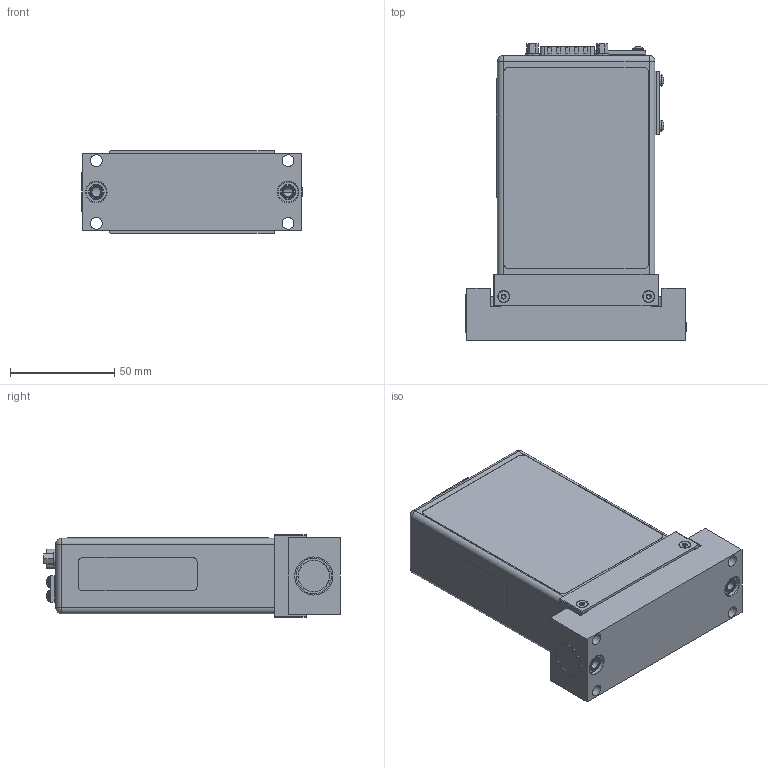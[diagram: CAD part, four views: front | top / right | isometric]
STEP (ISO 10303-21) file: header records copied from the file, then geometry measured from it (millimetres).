
FILE_DESCRIPTION((''),'2;1');
FILE_NAME('IM50A_C-SEAL_4-20_ASM_ASM','2015-10-14T',('cockrofm'),(''),'PRO/ENGINEER BY PARAMETRIC TECHNOLOGY CORPORATION, 2011490','PRO/ENGINEER BY PARAMETRIC TECHNOLOGY CORPORATION, 2011490','');
FILE_SCHEMA(('CONFIG_CONTROL_DESIGN'));
Length unit declared in the file: inch
Products named in the file (26): PRT0002; PRT0003; MANIFOLD_SOLID_BREP_3093; MANIFOLD_SOLID_BREP_3227; 1051195-001_2_ASM; PRT0004; PRT0005; PRT0006; 1031369_DISC_2; PRT0007; PRT0009; 1051360_DUMMY_W-PIN_ASM_1_ASM; PRT0010; 1051501_ENCLOSURE_1; 1051502_WELDMENT_ASM_1_ASM; 1048649_15-PIN_CONN_1; PRT0011; PRT0012; PRT0013; 1050282_LABEL_TOP_4-20_1; 1051625_LABEL_ZERO_BUTTON_1; IE50A_C-SEAL_4-20_ASM_5_ASM; 1052598_FOR_STPS; 136492_PIN; 1052598_FOR_STPS_ASM; IM50A_C-SEAL_4-20_ASM_ASM
Assembly tree (32 placements, depth 4):
  IM50A_C-SEAL_4-20_ASM_ASM
    IE50A_C-SEAL_4-20_ASM_5_ASM
      PRT0002
      PRT0003
      1051195-001_2_ASM  x4
        MANIFOLD_SOLID_BREP_3093
        MANIFOLD_SOLID_BREP_3227
      PRT0004
      PRT0005
      PRT0006
      1031369_DISC_2
      PRT0007  x4
      1051360_DUMMY_W-PIN_ASM_1_ASM
        PRT0009
      1051502_WELDMENT_ASM_1_ASM
        PRT0010
        1051501_ENCLOSURE_1
      1048649_15-PIN_CONN_1
      PRT0011  x2
      PRT0012
      PRT0013
      1050282_LABEL_TOP_4-20_1
      1051625_LABEL_ZERO_BUTTON_1
    1052598_FOR_STPS_ASM
      1052598_FOR_STPS
      136492_PIN
Bounding box: 105.74 x 142.32 x 39.47 mm (x, y, z)
Volume: 113957.2 mm3; surface area: 119694.3 mm2
Topology: 30 solids, 34 shells, 1272 faces, 3112 edges, 1988 vertices
Faces by surface type: plane 514, cylinder 415, cone 128, extrusion 112, torus 77, sphere 17, bspline 9
Entity records: 31082 total; most frequent: CARTESIAN_POINT 7500, DIRECTION 4993, ORIENTED_EDGE 4594, EDGE_CURVE 2305, AXIS2_PLACEMENT_3D 1820, VERTEX_POINT 1517, VECTOR 1353, LINE 1301
